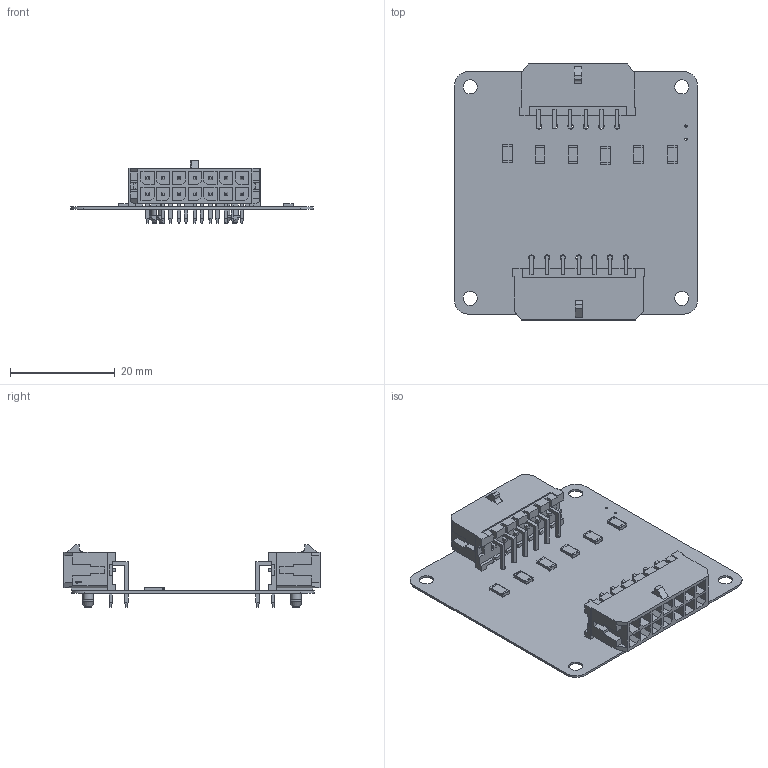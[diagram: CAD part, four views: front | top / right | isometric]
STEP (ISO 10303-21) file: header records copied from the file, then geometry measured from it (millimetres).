
FILE_DESCRIPTION(('Open CASCADE Model'),'2;1');
FILE_NAME('Open CASCADE Shape Model','2020-04-08T21:25:35',('Author'),( 'Open CASCADE'),'Open CASCADE STEP processor 6.8','Open CASCADE 6.8' ,'Unknown');
FILE_SCHEMA(('AUTOMOTIVE_DESIGN { 1 0 10303 214 1 1 1 1 }'));
Length unit declared in the file: millimetre
Products named in the file (27): PCB; Board; Open CASCADE STEP translator 6.8 3.1.1; P1; 430451200; Open CASCADE STEP translator 6.8 3.2.1.1; Open CASCADE STEP translator 6.8 3.2.1.2; P2; 430451400; Open CASCADE STEP translator 6.8 3.3.1.1; Open CASCADE STEP translator 6.8 3.3.1.2; R1; 7214578112; Mid_Body; Terminal; Open_CASCADE_STEP_translator_6.8_2.2.1; Mark; R2; 7214576512; R6; R5; R4; R3
Assembly tree (32 placements, depth 5):
  PCB
    Board
      Open CASCADE STEP translator 6.8 3.1.1
    P1
      430451200
        Open CASCADE STEP translator 6.8 3.2.1.1
        Open CASCADE STEP translator 6.8 3.2.1.2
    P2
      430451400
        Open CASCADE STEP translator 6.8 3.3.1.1
        Open CASCADE STEP translator 6.8 3.3.1.2
    R1
      7214578112
        Mid_Body
        Terminal  x2
          Open_CASCADE_STEP_translator_6.8_2.2.1
        Mark
    R2
      7214576512
        Mid_Body
        Terminal  x2
          Open_CASCADE_STEP_translator_6.8_2.2.1
        Mark
    R6
      7214576512
        Mid_Body
        Terminal  x2
          Open_CASCADE_STEP_translator_6.8_2.2.1
        Mark
    R5
      7214578112
        Mid_Body
        Terminal  x2
          Open_CASCADE_STEP_translator_6.8_2.2.1
        Mark
    R4
      7214576512
        Mid_Body
        Terminal  x2
          Open_CASCADE_STEP_translator_6.8_2.2.1
        Mark
    R3
      7214578112
        Mid_Body
        Terminal  x2
          Open_CASCADE_STEP_translator_6.8_2.2.1
        Mark
Bounding box: 46.4 x 48.91 x 11.95 mm (x, y, z)
Volume: 2823.7 mm3; surface area: 9121 mm2
Topology: 27 solids, 27 shells, 1374 faces, 3496 edges, 2302 vertices
Faces by surface type: plane 1316, cylinder 50, cone 4, torus 4
Full cylindrical faces by diameter (mm): 0.45 x2, 1.02 x26, 2.05 x4, 2.7 x4
Entity records: 36988 total; most frequent: CARTESIAN_POINT 6577, ORIENTED_EDGE 6188, DIRECTION 5850, EDGE_CURVE 3094, LINE 2972, VECTOR 2972, VERTEX_POINT 1946, AXIS2_PLACEMENT_3D 1439
